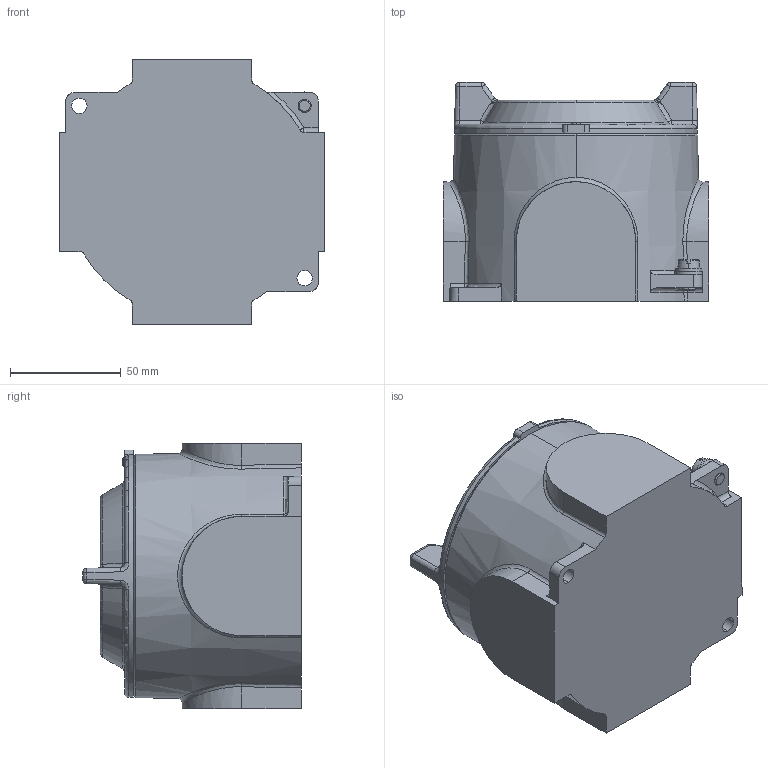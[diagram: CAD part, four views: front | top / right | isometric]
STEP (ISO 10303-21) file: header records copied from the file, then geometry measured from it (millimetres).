
FILE_DESCRIPTION (( 'STEP AP203' ), '1' );
FILE_NAME ('8252_13-4way.STEP', '2014-11-03T08:46:32', ( '' ), ( '' ), 'SwSTEP 2.0', 'SolidWorks 2014', '' );
FILE_SCHEMA (( 'CONFIG_CONTROL_DESIGN' ));
Length unit declared in the file: millimetre
Products named in the file (8): 503_652_0_M4 x 5; 8252_9_004_010_3_Machining; 8252_13-4way; 8252_9_005_003_0_3d export; 211482; 502_077_0; 506_548_0; 506_635_0
Assembly tree (7 placements, depth 2):
  8252_13-4way
    8252_9_004_010_3_Machining
    8252_9_005_003_0_3d export
    211482
    502_077_0
    506_548_0
    506_635_0
    503_652_0_M4 x 5
Bounding box: 120 x 99 x 120 mm (x, y, z)
Volume: 426744.4 mm3; surface area: 113333.9 mm2
Topology: 7 solids, 7 shells, 325 faces, 773 edges, 446 vertices
Faces by surface type: cylinder 73, plane 73, cone 59, bspline 55, torus 49, sphere 16
Entity records: 13283 total; most frequent: CARTESIAN_POINT 5389, ORIENTED_EDGE 1494, DIRECTION 1488, EDGE_CURVE 747, AXIS2_PLACEMENT_3D 633, VERTEX_POINT 446, CIRCLE 353, EDGE_LOOP 347
